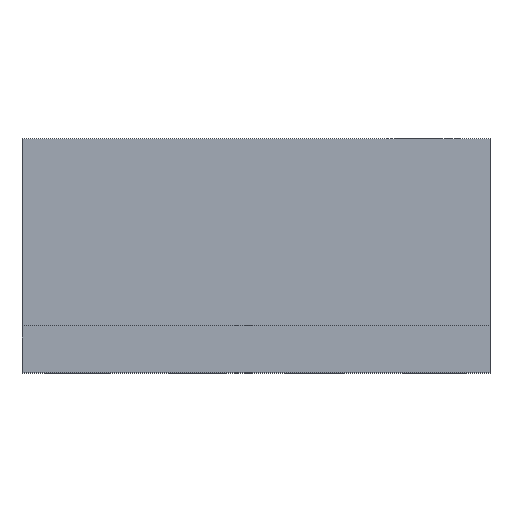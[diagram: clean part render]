
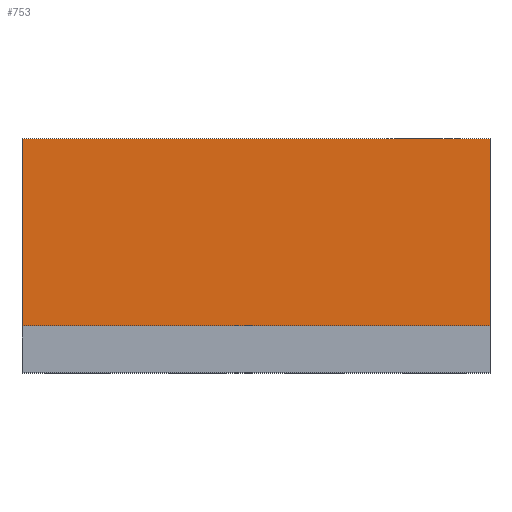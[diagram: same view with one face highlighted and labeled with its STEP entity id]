
A CAD part, top view. The second image highlights one B-rep face of the part: STEP entity #753.
In plain terms, the highlighted planar face has unit normal (0, 0, 1).
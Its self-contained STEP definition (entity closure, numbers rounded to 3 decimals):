
#155 = LINE ( 'NONE', #3351, #3663 ) ;
#408 = EDGE_CURVE ( 'NONE', #3265, #2601, #155, .T. ) ;
#690 = LINE ( 'NONE', #1547, #3522 ) ;
#702 = CARTESIAN_POINT ( 'NONE',  ( 1., 1., 1. ) ) ;
#753 = ADVANCED_FACE ( 'NONE', ( #3869 ), #1812, .F. ) ;
#1120 = ORIENTED_EDGE ( 'NONE', *, *, #2349, .F. ) ;
#1233 = CARTESIAN_POINT ( 'NONE',  ( -1., 4.828, 1. ) ) ;
#1349 = CARTESIAN_POINT ( 'NONE',  ( 1., 0.2, 1. ) ) ;
#1381 = VERTEX_POINT ( 'NONE', #702 ) ;
#1464 = EDGE_CURVE ( 'NONE', #3671, #1381, #4065, .T. ) ;
#1485 = DIRECTION ( 'NONE',  ( 1., 0., 0. ) ) ;
#1547 = CARTESIAN_POINT ( 'NONE',  ( -1., 4.828, 1. ) ) ;
#1620 = VECTOR ( 'NONE', #2557, 1000. ) ;
#1687 = EDGE_LOOP ( 'NONE', ( #1120, #3720, #4220, #4117 ) ) ;
#1812 = PLANE ( 'NONE',  #3803 ) ;
#1825 = DIRECTION ( 'NONE',  ( 0., 0., -1. ) ) ;
#1840 = CARTESIAN_POINT ( 'NONE',  ( -1., 0.2, 1. ) ) ;
#1841 = EDGE_CURVE ( 'NONE', #2601, #1381, #2594, .T. ) ;
#1847 = DIRECTION ( 'NONE',  ( -1., 0., 0. ) ) ;
#1897 = CARTESIAN_POINT ( 'NONE',  ( 1., 4.828, 1. ) ) ;
#2201 = DIRECTION ( 'NONE',  ( 0., 1., 0. ) ) ;
#2349 = EDGE_CURVE ( 'NONE', #3265, #3671, #690, .T. ) ;
#2557 = DIRECTION ( 'NONE',  ( 0., 1., 0. ) ) ;
#2594 = LINE ( 'NONE', #1897, #1620 ) ;
#2601 = VERTEX_POINT ( 'NONE', #1349 ) ;
#2646 = CARTESIAN_POINT ( 'NONE',  ( -1., 1., 1. ) ) ;
#2709 = DIRECTION ( 'NONE',  ( 1., 0., 0. ) ) ;
#3194 = VECTOR ( 'NONE', #2709, 1000. ) ;
#3265 = VERTEX_POINT ( 'NONE', #1840 ) ;
#3351 = CARTESIAN_POINT ( 'NONE',  ( 0., 0.2, 1. ) ) ;
#3522 = VECTOR ( 'NONE', #2201, 1000. ) ;
#3663 = VECTOR ( 'NONE', #1485, 1000. ) ;
#3671 = VERTEX_POINT ( 'NONE', #4055 ) ;
#3720 = ORIENTED_EDGE ( 'NONE', *, *, #408, .T. ) ;
#3803 = AXIS2_PLACEMENT_3D ( 'NONE', #1233, #1825, #1847 ) ;
#3869 = FACE_OUTER_BOUND ( 'NONE', #1687, .T. ) ;
#4055 = CARTESIAN_POINT ( 'NONE',  ( -1., 1., 1. ) ) ;
#4065 = LINE ( 'NONE', #2646, #3194 ) ;
#4117 = ORIENTED_EDGE ( 'NONE', *, *, #1464, .F. ) ;
#4220 = ORIENTED_EDGE ( 'NONE', *, *, #1841, .T. ) ;
